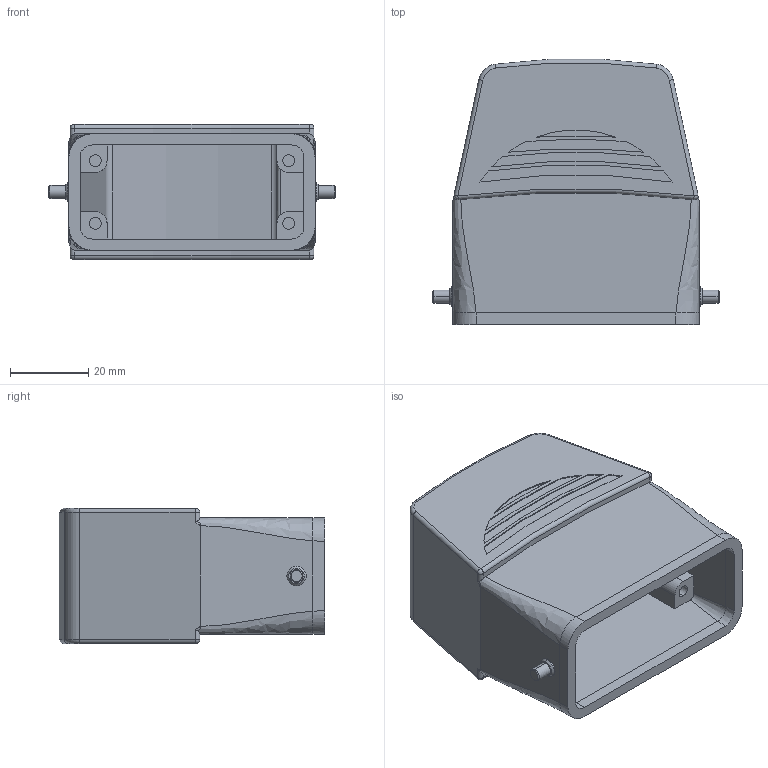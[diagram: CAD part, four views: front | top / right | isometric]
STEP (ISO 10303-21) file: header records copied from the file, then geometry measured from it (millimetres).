
FILE_DESCRIPTION (( 'STEP AP214' ), '1' );
FILE_NAME ('ZP-MC10A-2-SSE16ML.step', '2015-08-12T18:09:12', ( '' ), ( '' ), 'SwSTEP 2.0', 'SolidWorks 2014', '' );
FILE_SCHEMA (( 'AUTOMOTIVE_DESIGN' ));
Length unit declared in the file: millimetre
Products named in the file (1): ZP-MC10A-2-SSE16ML
Bounding box: 73.25 x 67.84 x 34.6 mm (x, y, z)
Volume: 47745.7 mm3; surface area: 26776.1 mm2
Topology: 2 solids, 2 shells, 180 faces, 450 edges, 287 vertices
Faces by surface type: cylinder 79, plane 52, bspline 27, cone 8, torus 8, sphere 6
Entity records: 11008 total; most frequent: CARTESIAN_POINT 5378, ORIENTED_EDGE 884, DIRECTION 777, EDGE_CURVE 442, AXIS2_PLACEMENT_3D 311, VERTEX_POINT 283, EDGE_LOOP 201, ADVANCED_FACE 180
